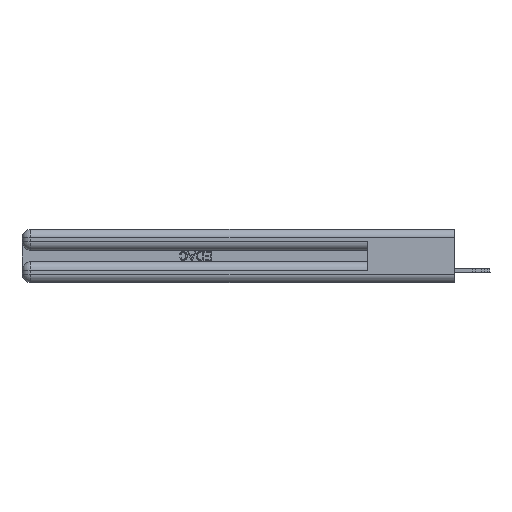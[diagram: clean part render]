
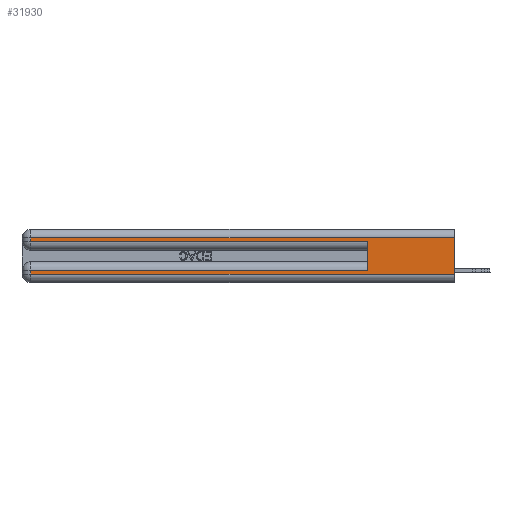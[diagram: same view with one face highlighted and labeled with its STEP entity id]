
A CAD part, left-side view. The second image highlights one B-rep face of the part: STEP entity #31930.
In plain terms, the highlighted planar face has unit normal (-1, 0, 0).
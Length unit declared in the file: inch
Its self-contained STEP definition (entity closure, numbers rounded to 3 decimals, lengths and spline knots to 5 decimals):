
#827 = PLANE ( 'NONE',  #21179 ) ;
#1314 = VERTEX_POINT ( 'NONE', #43274 ) ;
#2310 = VECTOR ( 'NONE', #32052, 39.37008 ) ;
#3064 = VERTEX_POINT ( 'NONE', #6431 ) ;
#3629 = ORIENTED_EDGE ( 'NONE', *, *, #15769, .T. ) ;
#3876 = VECTOR ( 'NONE', #9297, 39.37008 ) ;
#3921 = CARTESIAN_POINT ( 'NONE',  ( 0., 2.94, 0.37 ) ) ;
#4482 = DIRECTION ( 'NONE',  ( 0., 0., -1. ) ) ;
#4698 = VERTEX_POINT ( 'NONE', #38026 ) ;
#4964 = ORIENTED_EDGE ( 'NONE', *, *, #23772, .F. ) ;
#6206 = ORIENTED_EDGE ( 'NONE', *, *, #13365, .T. ) ;
#6431 = CARTESIAN_POINT ( 'NONE',  ( 0., 0.6, 0.285 ) ) ;
#7914 = CARTESIAN_POINT ( 'NONE',  ( 0., 0., 0.37 ) ) ;
#8136 = CARTESIAN_POINT ( 'NONE',  ( 0., 0., 0.085 ) ) ;
#8160 = CARTESIAN_POINT ( 'NONE',  ( 0., 0.6, 0.085 ) ) ;
#9297 = DIRECTION ( 'NONE',  ( 0., -1., 0. ) ) ;
#10026 = DIRECTION ( 'NONE',  ( 0., 1., 0. ) ) ;
#11557 = LINE ( 'NONE', #28997, #26950 ) ;
#12337 = CARTESIAN_POINT ( 'NONE',  ( 0., 0., 0.37 ) ) ;
#12899 = CARTESIAN_POINT ( 'NONE',  ( 0., 2.94, 0.285 ) ) ;
#13157 = EDGE_LOOP ( 'NONE', ( #42587, #3629, #35300, #6206, #4964, #17675, #15042, #34733 ) ) ;
#13365 = EDGE_CURVE ( 'NONE', #28149, #3064, #14169, .T. ) ;
#14169 = LINE ( 'NONE', #26775, #23464 ) ;
#14596 = CARTESIAN_POINT ( 'NONE',  ( 0., 2.94, 0.37 ) ) ;
#15042 = ORIENTED_EDGE ( 'NONE', *, *, #36721, .T. ) ;
#15429 = LINE ( 'NONE', #3921, #27548 ) ;
#15769 = EDGE_CURVE ( 'NONE', #42366, #44305, #44631, .T. ) ;
#16168 = DIRECTION ( 'NONE',  ( 0., -1., 0. ) ) ;
#17522 = EDGE_CURVE ( 'NONE', #42366, #1314, #29086, .T. ) ;
#17675 = ORIENTED_EDGE ( 'NONE', *, *, #26514, .T. ) ;
#17842 = DIRECTION ( 'NONE',  ( 0., 0., -1. ) ) ;
#19340 = VECTOR ( 'NONE', #17842, 39.37008 ) ;
#19676 = CARTESIAN_POINT ( 'NONE',  ( 0., 0., 0.06 ) ) ;
#21179 = AXIS2_PLACEMENT_3D ( 'NONE', #7914, #39504, #24809 ) ;
#21297 = CARTESIAN_POINT ( 'NONE',  ( 0., 2.94, 0.31 ) ) ;
#21488 = VERTEX_POINT ( 'NONE', #36115 ) ;
#22045 = DIRECTION ( 'NONE',  ( 0., 0., 1. ) ) ;
#23464 = VECTOR ( 'NONE', #16168, 39.37008 ) ;
#23772 = EDGE_CURVE ( 'NONE', #25120, #3064, #11557, .T. ) ;
#24809 = DIRECTION ( 'NONE',  ( 0., 0., -1. ) ) ;
#25120 = VERTEX_POINT ( 'NONE', #8160 ) ;
#26428 = LINE ( 'NONE', #8136, #2310 ) ;
#26514 = EDGE_CURVE ( 'NONE', #25120, #4698, #26428, .T. ) ;
#26775 = CARTESIAN_POINT ( 'NONE',  ( 0., 0., 0.285 ) ) ;
#26950 = VECTOR ( 'NONE', #22045, 39.37008 ) ;
#27144 = EDGE_CURVE ( 'NONE', #21488, #1314, #44983, .T. ) ;
#27548 = VECTOR ( 'NONE', #4482, 39.37008 ) ;
#28149 = VERTEX_POINT ( 'NONE', #12899 ) ;
#28532 = FACE_OUTER_BOUND ( 'NONE', #13157, .T. ) ;
#28997 = CARTESIAN_POINT ( 'NONE',  ( 0., 0.6, 0.145 ) ) ;
#29086 = LINE ( 'NONE', #12337, #39485 ) ;
#31930 = ADVANCED_FACE ( 'NONE', ( #28532 ), #827, .F. ) ;
#32002 = VECTOR ( 'NONE', #10026, 39.37008 ) ;
#32052 = DIRECTION ( 'NONE',  ( 0., 1., 0. ) ) ;
#34733 = ORIENTED_EDGE ( 'NONE', *, *, #27144, .T. ) ;
#35300 = ORIENTED_EDGE ( 'NONE', *, *, #41857, .T. ) ;
#36115 = CARTESIAN_POINT ( 'NONE',  ( 0., 2.94, 0.06 ) ) ;
#36560 = DIRECTION ( 'NONE',  ( 0., 0., -1. ) ) ;
#36721 = EDGE_CURVE ( 'NONE', #4698, #21488, #39639, .T. ) ;
#38026 = CARTESIAN_POINT ( 'NONE',  ( 0., 2.94, 0.085 ) ) ;
#38393 = CARTESIAN_POINT ( 'NONE',  ( 0., 0., 0.31 ) ) ;
#39485 = VECTOR ( 'NONE', #36560, 39.37008 ) ;
#39504 = DIRECTION ( 'NONE',  ( 1., 0., 0. ) ) ;
#39639 = LINE ( 'NONE', #14596, #19340 ) ;
#41857 = EDGE_CURVE ( 'NONE', #44305, #28149, #15429, .T. ) ;
#42366 = VERTEX_POINT ( 'NONE', #38393 ) ;
#42587 = ORIENTED_EDGE ( 'NONE', *, *, #17522, .F. ) ;
#43274 = CARTESIAN_POINT ( 'NONE',  ( 0., 0., 0.06 ) ) ;
#44305 = VERTEX_POINT ( 'NONE', #21297 ) ;
#44631 = LINE ( 'NONE', #44917, #32002 ) ;
#44917 = CARTESIAN_POINT ( 'NONE',  ( 0., 0., 0.31 ) ) ;
#44983 = LINE ( 'NONE', #19676, #3876 ) ;
